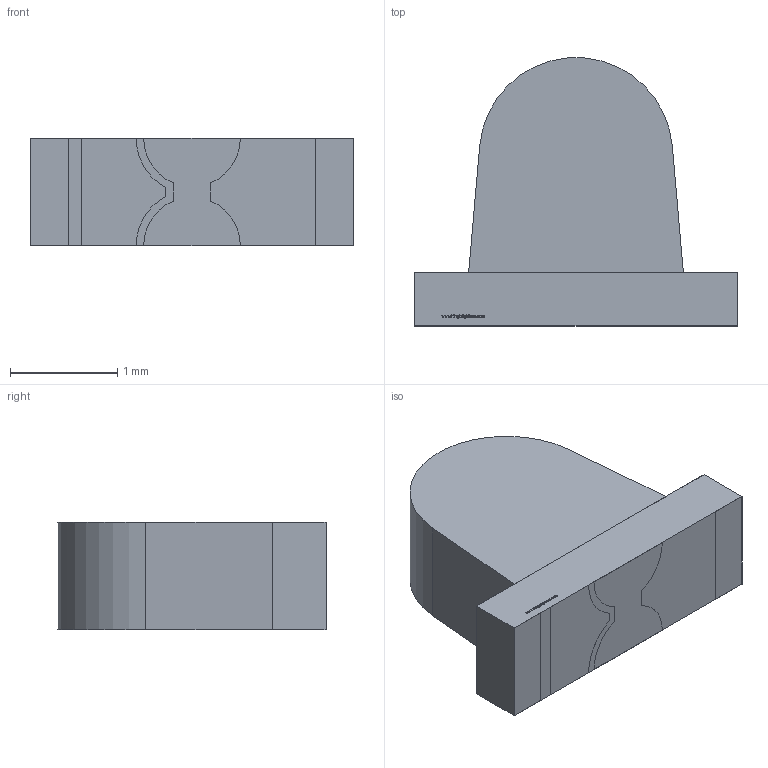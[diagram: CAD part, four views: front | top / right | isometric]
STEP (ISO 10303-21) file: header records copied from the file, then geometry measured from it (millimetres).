
FILE_DESCRIPTION (( 'STEP AP214' ), '1' );
FILE_NAME ('APPA3010.STEP', '2016-10-05T16:36:41', ( 'admin' ), ( '' ), 'SwSTEP 2.0', 'SolidWorks 2012', '' );
FILE_SCHEMA (( 'AUTOMOTIVE_DESIGN' ));
Length unit declared in the file: millimetre
Products named in the file (1): APPA3010
Bounding box: 3 x 2.5 x 1 mm (x, y, z)
Volume: 4.9 mm3; surface area: 29.2 mm2
Topology: 8 solids, 8 shells, 347 faces, 909 edges, 606 vertices
Faces by surface type: plane 216, bspline 124, cylinder 7
Entity records: 20251 total; most frequent: CARTESIAN_POINT 8611, ORIENTED_EDGE 1818, DIRECTION 1123, EDGE_CURVE 909, LINE 647, VECTOR 647, VERTEX_POINT 606, EDGE_LOOP 375
